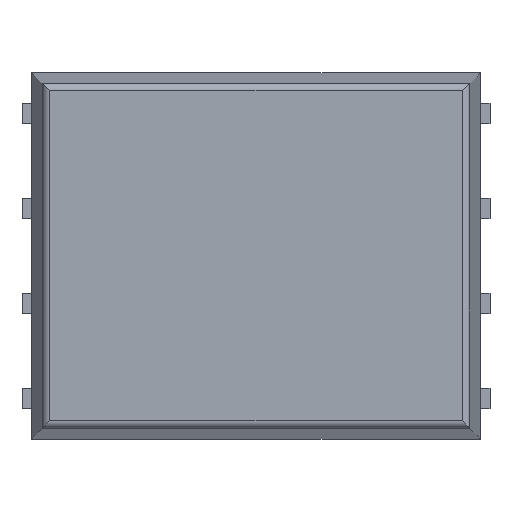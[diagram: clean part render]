
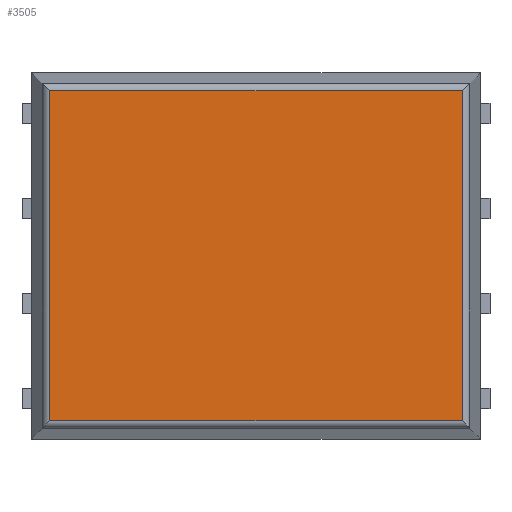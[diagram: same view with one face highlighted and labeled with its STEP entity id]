
A CAD part, top view. The second image highlights one B-rep face of the part: STEP entity #3505.
In plain terms, the highlighted face is planar.
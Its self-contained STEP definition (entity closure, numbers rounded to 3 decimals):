
#169=FACE_OUTER_BOUND('',#355,.T.);
#355=EDGE_LOOP('',(#2954,#2955,#2956,#2957));
#853=LINE('',#5553,#1343);
#854=LINE('',#5557,#1344);
#855=LINE('',#5561,#1345);
#856=LINE('',#5562,#1346);
#1343=VECTOR('',#4483,5.515);
#1344=VECTOR('',#4488,4.415);
#1345=VECTOR('',#4493,4.415);
#1346=VECTOR('',#4494,5.515);
#1712=VERTEX_POINT('',#5550);
#1713=VERTEX_POINT('',#5552);
#1714=VERTEX_POINT('',#5556);
#1715=VERTEX_POINT('',#5560);
#2154=EDGE_CURVE('',#1712,#1713,#853,.T.);
#2156=EDGE_CURVE('',#1713,#1714,#854,.T.);
#2158=EDGE_CURVE('',#1712,#1715,#855,.T.);
#2159=EDGE_CURVE('',#1715,#1714,#856,.T.);
#2954=ORIENTED_EDGE('',*,*,#2158,.T.);
#2955=ORIENTED_EDGE('',*,*,#2159,.T.);
#2956=ORIENTED_EDGE('',*,*,#2156,.F.);
#2957=ORIENTED_EDGE('',*,*,#2154,.F.);
#3321=PLANE('',#3726);
#3505=ADVANCED_FACE('',(#169),#3321,.T.);
#3726=AXIS2_PLACEMENT_3D('',#5559,#4491,#4492);
#4483=DIRECTION('',(-1.,0.,0.));
#4488=DIRECTION('',(0.,0.,-1.));
#4491=DIRECTION('center_axis',(0.,1.,0.));
#4492=DIRECTION('ref_axis',(1.,0.,0.));
#4493=DIRECTION('',(0.,0.,-1.));
#4494=DIRECTION('',(-1.,0.,0.));
#5550=CARTESIAN_POINT('',(2.757,1.1,2.207));
#5552=CARTESIAN_POINT('',(-2.757,1.1,2.207));
#5553=CARTESIAN_POINT('',(2.757,1.1,2.207));
#5556=CARTESIAN_POINT('',(-2.757,1.1,-2.207));
#5557=CARTESIAN_POINT('',(-2.757,1.1,2.207));
#5559=CARTESIAN_POINT('Origin',(0.,1.1,0.));
#5560=CARTESIAN_POINT('',(2.757,1.1,-2.207));
#5561=CARTESIAN_POINT('',(2.757,1.1,2.207));
#5562=CARTESIAN_POINT('',(2.757,1.1,-2.207));
